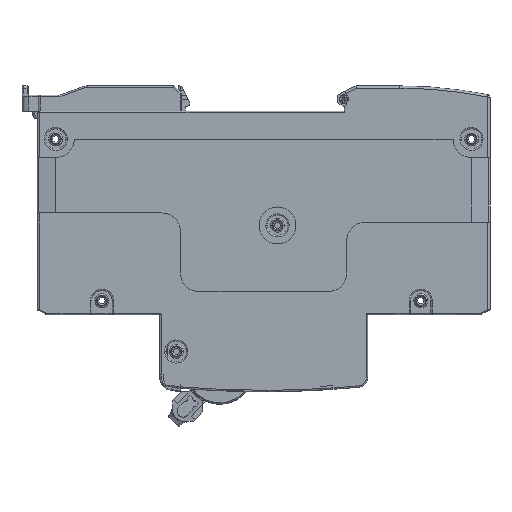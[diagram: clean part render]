
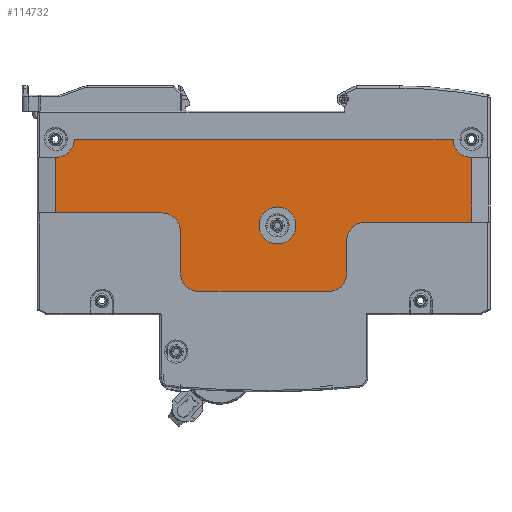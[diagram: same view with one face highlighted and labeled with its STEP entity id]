
A CAD part, front view. The second image highlights one B-rep face of the part: STEP entity #114732.
In plain terms, the highlighted planar face has unit normal (0, -1, 0).
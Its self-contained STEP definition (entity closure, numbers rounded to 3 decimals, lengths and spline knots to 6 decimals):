
#16418=DIRECTION('',(1.,0.,0.));
#16419=VECTOR('',#16418,0.023);
#16420=CARTESIAN_POINT('',(0.022,0.0002,0.02));
#16421=LINE('',#16420,#16419);
#33562=DIRECTION('',(-1.,0.,0.));
#33563=VECTOR('',#33562,0.023);
#33564=CARTESIAN_POINT('',(-0.022,0.0002,0.022));
#33565=LINE('',#33564,#33563);
#33614=DIRECTION('',(1.,0.,0.));
#33615=VECTOR('',#33614,0.082);
#33616=CARTESIAN_POINT('',(-0.041,0.0002,0.038));
#33617=LINE('',#33616,#33615);
#33724=CARTESIAN_POINT('',(0.003,0.0002,0.0193));
#33725=DIRECTION('',(0.,1.,0.));
#33726=DIRECTION('',(1.,0.,0.));
#33727=AXIS2_PLACEMENT_3D('',#33724,#33725,#33726);
#33729=CARTESIAN_POINT('',(0.003,0.0002,0.0193));
#33730=DIRECTION('',(0.,1.,0.));
#33731=DIRECTION('',(-1.,0.,0.));
#33732=AXIS2_PLACEMENT_3D('',#33729,#33730,#33731);
#33734=CARTESIAN_POINT('',(0.022,0.0002,0.016));
#33735=DIRECTION('',(0.,1.,0.));
#33736=DIRECTION('',(-1.,0.,0.));
#33737=AXIS2_PLACEMENT_3D('',#33734,#33735,#33736);
#33739=CARTESIAN_POINT('',(0.014,0.0002,0.009));
#33740=DIRECTION('',(0.,-1.,0.));
#33741=DIRECTION('',(0.,0.,-1.));
#33742=AXIS2_PLACEMENT_3D('',#33739,#33740,#33741);
#33744=CARTESIAN_POINT('',(-0.014,0.0002,0.009));
#33745=DIRECTION('',(0.,-1.,0.));
#33746=DIRECTION('',(-1.,0.,0.));
#33747=AXIS2_PLACEMENT_3D('',#33744,#33745,#33746);
#33749=CARTESIAN_POINT('',(-0.022,0.0002,0.018));
#33750=DIRECTION('',(0.,1.,0.));
#33751=DIRECTION('',(0.,0.,1.));
#33752=AXIS2_PLACEMENT_3D('',#33749,#33750,#33751);
#33754=CARTESIAN_POINT('',(-0.045,0.0002,0.038));
#33755=DIRECTION('',(0.,1.,0.));
#33756=DIRECTION('',(1.,0.,0.));
#33757=AXIS2_PLACEMENT_3D('',#33754,#33755,#33756);
#33759=CARTESIAN_POINT('',(0.045,0.0002,0.038));
#33760=DIRECTION('',(0.,1.,0.));
#33761=DIRECTION('',(0.,0.,-1.));
#33762=AXIS2_PLACEMENT_3D('',#33759,#33760,#33761);
#33764=DIRECTION('',(0.,0.,1.));
#33765=VECTOR('',#33764,0.014);
#33766=CARTESIAN_POINT('',(0.045,0.0002,0.02));
#33767=LINE('',#33766,#33765);
#33916=DIRECTION('',(0.,0.,-1.));
#33917=VECTOR('',#33916,0.007);
#33918=CARTESIAN_POINT('',(0.018,0.0002,0.016));
#33919=LINE('',#33918,#33917);
#33932=DIRECTION('',(-1.,0.,0.));
#33933=VECTOR('',#33932,0.028);
#33934=CARTESIAN_POINT('',(0.014,0.0002,0.005));
#33935=LINE('',#33934,#33933);
#33952=DIRECTION('',(0.,0.,1.));
#33953=VECTOR('',#33952,0.009);
#33954=CARTESIAN_POINT('',(-0.018,0.0002,0.009));
#33955=LINE('',#33954,#33953);
#33964=DIRECTION('',(0.,0.,1.));
#33965=VECTOR('',#33964,0.012);
#33966=CARTESIAN_POINT('',(-0.045,0.0002,0.022));
#33967=LINE('',#33966,#33965);
#50308=CARTESIAN_POINT('',(0.045,0.0002,0.034));
#50309=VERTEX_POINT('',#50308);
#50310=CARTESIAN_POINT('',(-0.018,0.0002,0.009));
#50311=CARTESIAN_POINT('',(-0.018,0.0002,0.018));
#50312=VERTEX_POINT('',#50310);
#50313=VERTEX_POINT('',#50311);
#50314=CARTESIAN_POINT('',(-0.022,0.0002,0.022));
#50315=VERTEX_POINT('',#50314);
#50316=CARTESIAN_POINT('',(-0.045,0.0002,0.022));
#50317=VERTEX_POINT('',#50316);
#50318=CARTESIAN_POINT('',(-0.045,0.0002,0.034));
#50319=VERTEX_POINT('',#50318);
#50320=CARTESIAN_POINT('',(-0.041,0.0002,0.038));
#50321=VERTEX_POINT('',#50320);
#50322=CARTESIAN_POINT('',(0.041,0.0002,0.038));
#50323=VERTEX_POINT('',#50322);
#50324=CARTESIAN_POINT('',(0.018,0.0002,0.016));
#50325=CARTESIAN_POINT('',(0.022,0.0002,0.02));
#50326=VERTEX_POINT('',#50324);
#50327=VERTEX_POINT('',#50325);
#50328=CARTESIAN_POINT('',(0.018,0.0002,0.009));
#50329=VERTEX_POINT('',#50328);
#50330=CARTESIAN_POINT('',(0.014,0.0002,0.005));
#50331=VERTEX_POINT('',#50330);
#50332=CARTESIAN_POINT('',(-0.014,0.0002,0.005));
#50333=VERTEX_POINT('',#50332);
#50334=CARTESIAN_POINT('',(-0.001,0.0002,0.0193));
#50335=CARTESIAN_POINT('',(0.007,0.0002,0.0193));
#50336=VERTEX_POINT('',#50334);
#50337=VERTEX_POINT('',#50335);
#61647=CARTESIAN_POINT('',(0.045,0.0002,0.02));
#61648=VERTEX_POINT('',#61647);
#114697=CARTESIAN_POINT('',(0.,0.0002,0.));
#114698=DIRECTION('',(0.,-1.,0.));
#114699=DIRECTION('',(-1.,0.,0.));
#114700=AXIS2_PLACEMENT_3D('',#114697,#114698,#114699);
#114701=PLANE('',#114700);
#114702=ORIENTED_EDGE('',*,*,#88582,.F.);
#114704=ORIENTED_EDGE('',*,*,#114703,.F.);
#114706=ORIENTED_EDGE('',*,*,#114705,.T.);
#114708=ORIENTED_EDGE('',*,*,#114707,.F.);
#114710=ORIENTED_EDGE('',*,*,#114709,.T.);
#114712=ORIENTED_EDGE('',*,*,#114711,.F.);
#114714=ORIENTED_EDGE('',*,*,#114713,.T.);
#114716=ORIENTED_EDGE('',*,*,#114715,.F.);
#114717=ORIENTED_EDGE('',*,*,#114482,.T.);
#114719=ORIENTED_EDGE('',*,*,#114718,.T.);
#114720=ORIENTED_EDGE('',*,*,#114528,.F.);
#114721=ORIENTED_EDGE('',*,*,#114544,.T.);
#114722=ORIENTED_EDGE('',*,*,#114556,.F.);
#114723=ORIENTED_EDGE('',*,*,#114690,.F.);
#114724=EDGE_LOOP('',(#114702,#114704,#114706,#114708,#114710,#114712,#114714,
#114716,#114717,#114719,#114720,#114721,#114722,#114723));
#114725=FACE_OUTER_BOUND('',#114724,.F.);
#114727=ORIENTED_EDGE('',*,*,#114726,.F.);
#114729=ORIENTED_EDGE('',*,*,#114728,.F.);
#114730=EDGE_LOOP('',(#114727,#114729));
#114731=FACE_BOUND('',#114730,.F.);
#114732=ADVANCED_FACE('',(#114725,#114731),#114701,.T.);
#33728=CIRCLE('',#33727,0.004);
#33733=CIRCLE('',#33732,0.004);
#33738=CIRCLE('',#33737,0.004);
#33743=CIRCLE('',#33742,0.004);
#33748=CIRCLE('',#33747,0.004);
#33753=CIRCLE('',#33752,0.004);
#33758=CIRCLE('',#33757,0.004);
#33763=CIRCLE('',#33762,0.004);
#88582=EDGE_CURVE('',#50327,#61648,#16421,.T.);
#114482=EDGE_CURVE('',#50315,#50317,#33565,.T.);
#114528=EDGE_CURVE('',#50321,#50319,#33758,.T.);
#114544=EDGE_CURVE('',#50321,#50323,#33617,.T.);
#114556=EDGE_CURVE('',#50309,#50323,#33763,.T.);
#114690=EDGE_CURVE('',#61648,#50309,#33767,.T.);
#114703=EDGE_CURVE('',#50326,#50327,#33738,.T.);
#114705=EDGE_CURVE('',#50326,#50329,#33919,.T.);
#114707=EDGE_CURVE('',#50331,#50329,#33743,.T.);
#114709=EDGE_CURVE('',#50331,#50333,#33935,.T.);
#114711=EDGE_CURVE('',#50312,#50333,#33748,.T.);
#114713=EDGE_CURVE('',#50312,#50313,#33955,.T.);
#114715=EDGE_CURVE('',#50315,#50313,#33753,.T.);
#114718=EDGE_CURVE('',#50317,#50319,#33967,.T.);
#114726=EDGE_CURVE('',#50337,#50336,#33728,.T.);
#114728=EDGE_CURVE('',#50336,#50337,#33733,.T.);
